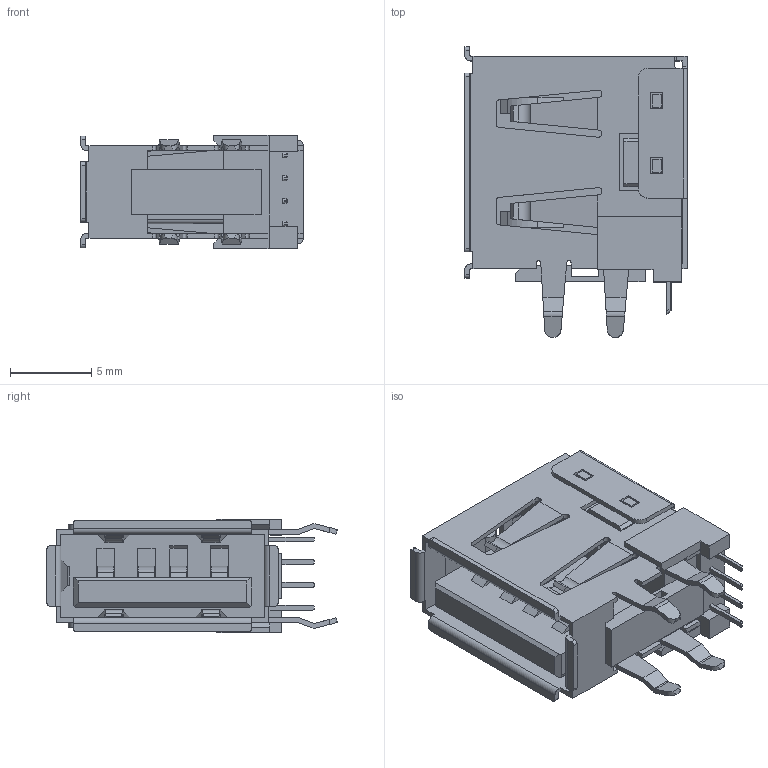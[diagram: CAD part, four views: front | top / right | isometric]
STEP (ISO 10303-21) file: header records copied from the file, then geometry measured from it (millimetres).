
FILE_DESCRIPTION((''),'2;1');
FILE_NAME('673298001','2019-01-23T',('gga'),(''),'PRO/ENGINEER BY PARAMETRIC TECHNOLOGY CORPORATION, 2016010','PRO/ENGINEER BY PARAMETRIC TECHNOLOGY CORPORATION, 2016010','');
FILE_SCHEMA(('CONFIG_CONTROL_DESIGN'));
Length unit declared in the file: millimetre
Products named in the file (1): 673298001
Bounding box: 13.68 x 17.87 x 7 mm (x, y, z)
Volume: 565.8 mm3; surface area: 1572.6 mm2
Topology: 1 solids, 1 shells, 475 faces, 1425 edges, 945 vertices
Faces by surface type: plane 363, cylinder 112
Entity records: 16004 total; most frequent: CARTESIAN_POINT 3090, ORIENTED_EDGE 2802, DIRECTION 2471, EDGE_CURVE 1401, VECTOR 1171, LINE 1171, VERTEX_POINT 921, AXIS2_PLACEMENT_3D 650
